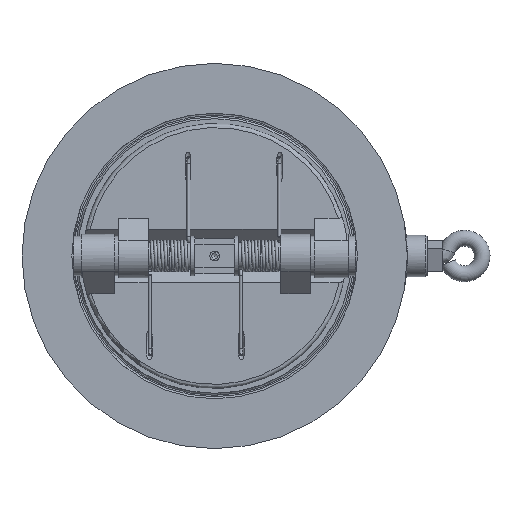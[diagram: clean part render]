
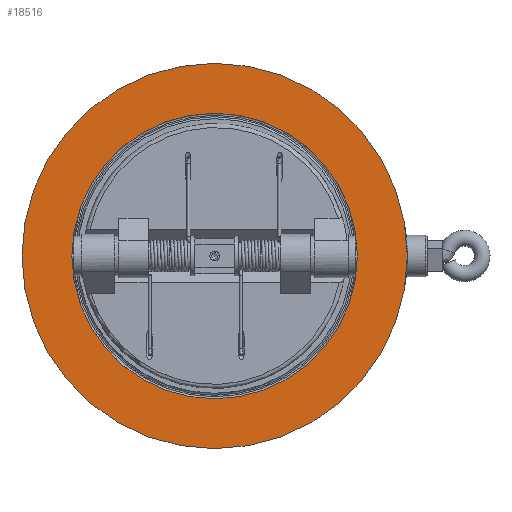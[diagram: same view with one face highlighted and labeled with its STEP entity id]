
A CAD part, front view. The second image highlights one B-rep face of the part: STEP entity #18516.
In plain terms, the highlighted planar face has unit normal (0, -1, 0).
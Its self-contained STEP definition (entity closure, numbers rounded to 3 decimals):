
#18298=CARTESIAN_POINT('',(-97.5,0.,0.0));
#18299=VERTEX_POINT('',#18298);
#18300=CARTESIAN_POINT('',(0.0,0.,0.0));
#18301=DIRECTION('',(0.0,1.0,0.0));
#18302=DIRECTION('',(-1.0,0.0,0.0));
#18303=AXIS2_PLACEMENT_3D('',#18300,#18301,#18302);
#18304=CIRCLE('',#18303,97.5);
#18305=EDGE_CURVE('',#18299,#18299,#18304,.T.);
#18484=CARTESIAN_POINT('',(-72.25,0.,0.0));
#18485=VERTEX_POINT('',#18484);
#18486=CARTESIAN_POINT('',(0.0,0.,0.0));
#18487=DIRECTION('',(0.0,1.0,0.0));
#18488=DIRECTION('',(-1.0,0.0,0.0));
#18489=AXIS2_PLACEMENT_3D('',#18486,#18487,#18488);
#18490=CIRCLE('',#18489,72.25);
#18491=EDGE_CURVE('',#18485,#18485,#18490,.T.);
#18505=CARTESIAN_POINT('',(-84.875,0.,0.0));
#18506=DIRECTION('',(0.0,-1.0,0.0));
#18507=DIRECTION('',(0.0,0.0,-1.0));
#18508=AXIS2_PLACEMENT_3D('',#18505,#18506,#18507);
#18509=PLANE('',#18508);
#18510=ORIENTED_EDGE('',*,*,#18305,.F.);
#18511=EDGE_LOOP('',(#18510));
#18512=FACE_OUTER_BOUND('',#18511,.T.);
#18513=ORIENTED_EDGE('',*,*,#18491,.T.);
#18514=EDGE_LOOP('',(#18513));
#18515=FACE_BOUND('',#18514,.T.);
#18516=ADVANCED_FACE('',(#18512,#18515),#18509,.T.);
